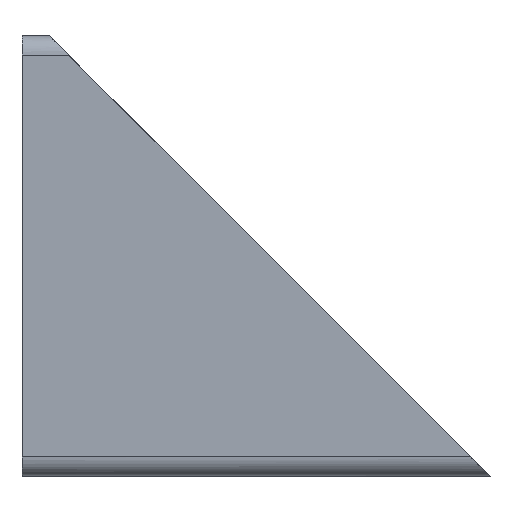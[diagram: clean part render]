
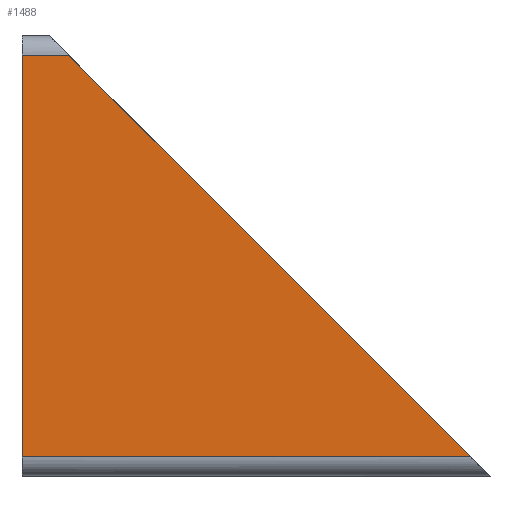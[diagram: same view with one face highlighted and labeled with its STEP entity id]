
A CAD part, left-side view. The second image highlights one B-rep face of the part: STEP entity #1488.
In plain terms, the highlighted planar face has unit normal (1, 0, 0).
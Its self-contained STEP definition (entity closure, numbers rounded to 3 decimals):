
#88 = ORIENTED_EDGE ( 'NONE', *, *, #2998, .T. ) ;
#149 = AXIS2_PLACEMENT_3D ( 'NONE', #427, #1245, #1272 ) ;
#170 = EDGE_CURVE ( 'NONE', #725, #2237, #2527, .T. ) ;
#194 = VECTOR ( 'NONE', #1644, 1000. ) ;
#224 = DIRECTION ( 'NONE',  ( 0., 1., 0. ) ) ;
#427 = CARTESIAN_POINT ( 'NONE',  ( -20., -5., 40. ) ) ;
#510 = LINE ( 'NONE', #3391, #1172 ) ;
#725 = VERTEX_POINT ( 'NONE', #1326 ) ;
#1054 = ORIENTED_EDGE ( 'NONE', *, *, #1536, .T. ) ;
#1172 = VECTOR ( 'NONE', #3113, 1000. ) ;
#1245 = DIRECTION ( 'NONE',  ( 1., 0., 0. ) ) ;
#1272 = DIRECTION ( 'NONE',  ( 0., 0., -1. ) ) ;
#1326 = CARTESIAN_POINT ( 'NONE',  ( -20., -81.5, -36.5 ) ) ;
#1488 = ADVANCED_FACE ( 'NONE', ( #2039 ), #1796, .T. ) ;
#1536 = EDGE_CURVE ( 'NONE', #2486, #725, #2389, .T. ) ;
#1644 = DIRECTION ( 'NONE',  ( 0., -1., 0. ) ) ;
#1796 = PLANE ( 'NONE',  #149 ) ;
#2039 = FACE_OUTER_BOUND ( 'NONE', #3107, .T. ) ;
#2073 = LINE ( 'NONE', #3026, #194 ) ;
#2237 = VERTEX_POINT ( 'NONE', #2529 ) ;
#2302 = EDGE_CURVE ( 'NONE', #2237, #2663, #510, .T. ) ;
#2303 = VECTOR ( 'NONE', #3495, 1000. ) ;
#2389 = LINE ( 'NONE', #3215, #2303 ) ;
#2436 = VECTOR ( 'NONE', #224, 1000. ) ;
#2486 = VERTEX_POINT ( 'NONE', #2932 ) ;
#2527 = LINE ( 'NONE', #2697, #2436 ) ;
#2529 = CARTESIAN_POINT ( 'NONE',  ( -20., 0., -36.5 ) ) ;
#2663 = VERTEX_POINT ( 'NONE', #2988 ) ;
#2697 = CARTESIAN_POINT ( 'NONE',  ( -20., -5., -36.5 ) ) ;
#2745 = ORIENTED_EDGE ( 'NONE', *, *, #2302, .T. ) ;
#2932 = CARTESIAN_POINT ( 'NONE',  ( -20., -8.5, 36.5 ) ) ;
#2988 = CARTESIAN_POINT ( 'NONE',  ( -20., 0., 36.5 ) ) ;
#2998 = EDGE_CURVE ( 'NONE', #2663, #2486, #2073, .T. ) ;
#3026 = CARTESIAN_POINT ( 'NONE',  ( -20., -5., 36.5 ) ) ;
#3107 = EDGE_LOOP ( 'NONE', ( #88, #1054, #3450, #2745 ) ) ;
#3113 = DIRECTION ( 'NONE',  ( 0., 0., 1. ) ) ;
#3215 = CARTESIAN_POINT ( 'NONE',  ( -20., -8.5, 36.5 ) ) ;
#3391 = CARTESIAN_POINT ( 'NONE',  ( -20., 0., 40. ) ) ;
#3450 = ORIENTED_EDGE ( 'NONE', *, *, #170, .T. ) ;
#3495 = DIRECTION ( 'NONE',  ( 0., -0.707, -0.707 ) ) ;
